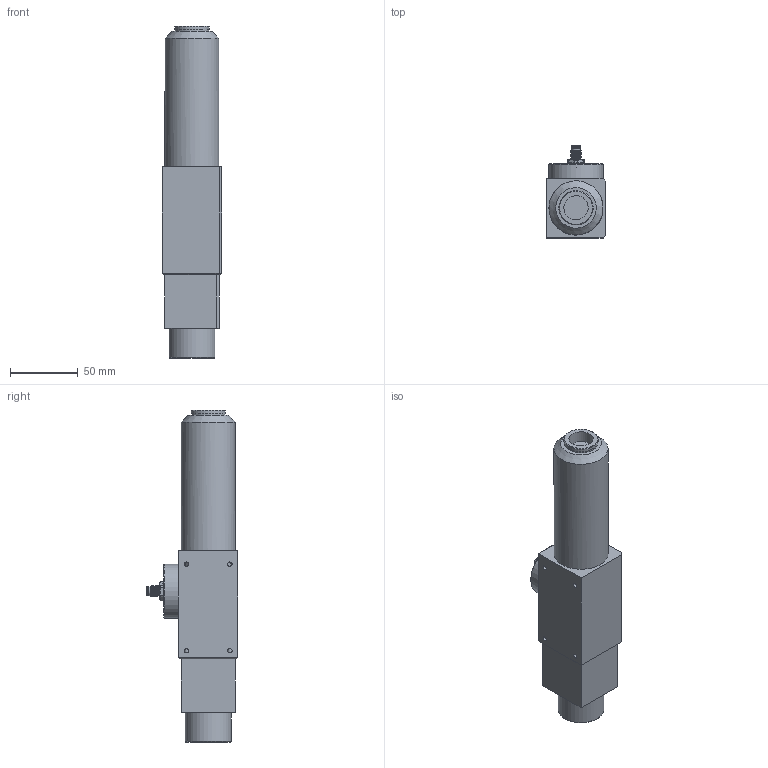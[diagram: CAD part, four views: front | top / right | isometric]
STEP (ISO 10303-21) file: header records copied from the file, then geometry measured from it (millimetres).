
FILE_DESCRIPTION(/* description */ ('>>BEZEICHNUNG<<','CAx-IF Rec.Pracs.---Representation and Presentation of Product Manufacturing Information (PMI)---3.8---2014-02-18'),/* implementation_level */ '2;1');
FILE_NAME(/* name */ '120.005.000.26_MK190_3x.stp',/* time_stamp */ '2022-12-15T11:53:37+01:00',/* author */ ('t.seeland'),/* organization */ ('Vision & Control'),/* preprocessor_version */ 'ST-DEVELOPER v16.5',/* originating_system */ 'Autodesk Inventor 2017',/* authorisation */ '');
FILE_SCHEMA (('AP242_MANAGED_MODEL_BASED_3D_ENGINEERING_MIM_LF { 1 0 10303 442 1 1 4 }'));
Length unit declared in the file: millimetre
Products named in the file (1): 120.005.000.26_MK190_3x
Bounding box: 44 x 68 x 245.5 mm (x, y, z)
Volume: 373351 mm3; surface area: 46913 mm2
Topology: 1 solids, 16 shells, 343 faces, 814 edges, 529 vertices
Faces by surface type: plane 146, cylinder 85, cone 52, torus 33, bspline 23, sphere 4
Full cylindrical faces by diameter (mm): 1 x4, 2.459 x4, 3 x8, 3.242 x8, 3.7 x4, 5.5 x7, 5.9 x2, 6 x8, 6.5 x2, 6.9 x1, 7.6 x1, 8.9 x1, 9.2 x3, 12.4 x1, 18 x1, 21 x1, 24 x1, 24.1 x1, 24.6 x1, 25.4 x1, 34 x1, 40 x2
Entity records: 17372 total; most frequent: CARTESIAN_POINT 10238, DIRECTION 1349, ORIENTED_EDGE 1212, EDGE_CURVE 604, AXIS2_PLACEMENT_3D 569, EDGE_LOOP 525, VERTEX_POINT 453, STYLED_ITEM 341
